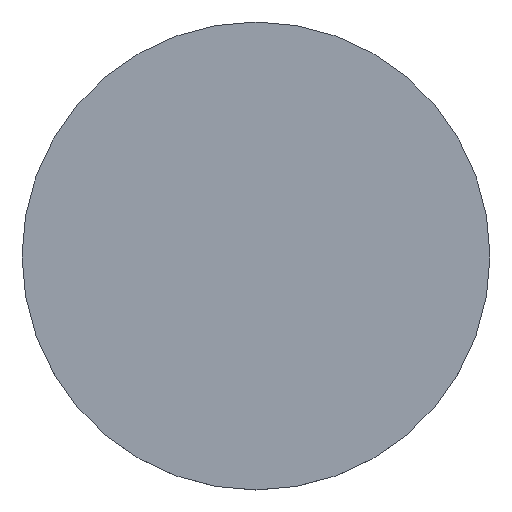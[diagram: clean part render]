
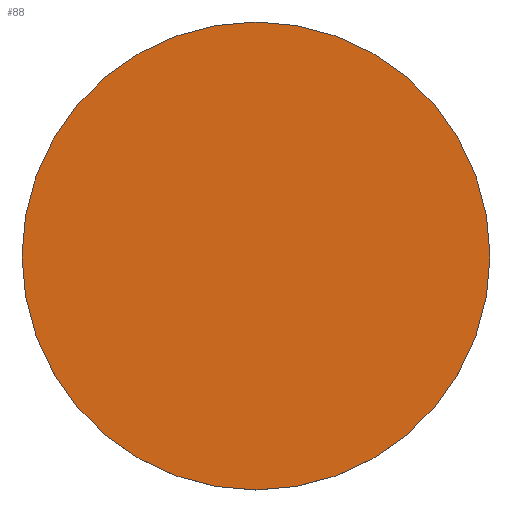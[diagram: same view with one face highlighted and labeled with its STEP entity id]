
A CAD part, top view. The second image highlights one B-rep face of the part: STEP entity #88.
In plain terms, the highlighted planar face has unit normal (0, 0, 1).
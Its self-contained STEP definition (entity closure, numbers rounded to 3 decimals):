
#22 = AXIS2_PLACEMENT_3D ( 'NONE', #152, #43, #66 ) ;
#29 = EDGE_LOOP ( 'NONE', ( #58, #59 ) ) ;
#32 = VERTEX_POINT ( 'NONE', #138 ) ;
#34 = CIRCLE ( 'NONE', #69, 12.5 ) ;
#43 = DIRECTION ( 'NONE',  ( 0., 0., 1. ) ) ;
#44 = DIRECTION ( 'NONE',  ( 1., 0., 0. ) ) ;
#46 = DIRECTION ( 'NONE',  ( 0., 0., 1. ) ) ;
#57 = CARTESIAN_POINT ( 'NONE',  ( 0., 0., 0.625 ) ) ;
#58 = ORIENTED_EDGE ( 'NONE', *, *, #164, .T. ) ;
#59 = ORIENTED_EDGE ( 'NONE', *, *, #76, .T. ) ;
#66 = DIRECTION ( 'NONE',  ( 1., 0., 0. ) ) ;
#69 = AXIS2_PLACEMENT_3D ( 'NONE', #57, #86, #109 ) ;
#72 = CARTESIAN_POINT ( 'NONE',  ( 12.5, 0., 0.625 ) ) ;
#76 = EDGE_CURVE ( 'NONE', #158, #32, #104, .T. ) ;
#79 = AXIS2_PLACEMENT_3D ( 'NONE', #105, #46, #44 ) ;
#86 = DIRECTION ( 'NONE',  ( 0., 0., 1. ) ) ;
#88 = ADVANCED_FACE ( 'NONE', ( #120 ), #139, .T. ) ;
#104 = CIRCLE ( 'NONE', #22, 12.5 ) ;
#105 = CARTESIAN_POINT ( 'NONE',  ( 0., 0., 0.625 ) ) ;
#109 = DIRECTION ( 'NONE',  ( 1., 0., 0. ) ) ;
#120 = FACE_OUTER_BOUND ( 'NONE', #29, .T. ) ;
#138 = CARTESIAN_POINT ( 'NONE',  ( -12.5, 0., 0.625 ) ) ;
#139 = PLANE ( 'NONE',  #79 ) ;
#152 = CARTESIAN_POINT ( 'NONE',  ( 0., 0., 0.625 ) ) ;
#158 = VERTEX_POINT ( 'NONE', #72 ) ;
#164 = EDGE_CURVE ( 'NONE', #32, #158, #34, .T. ) ;
